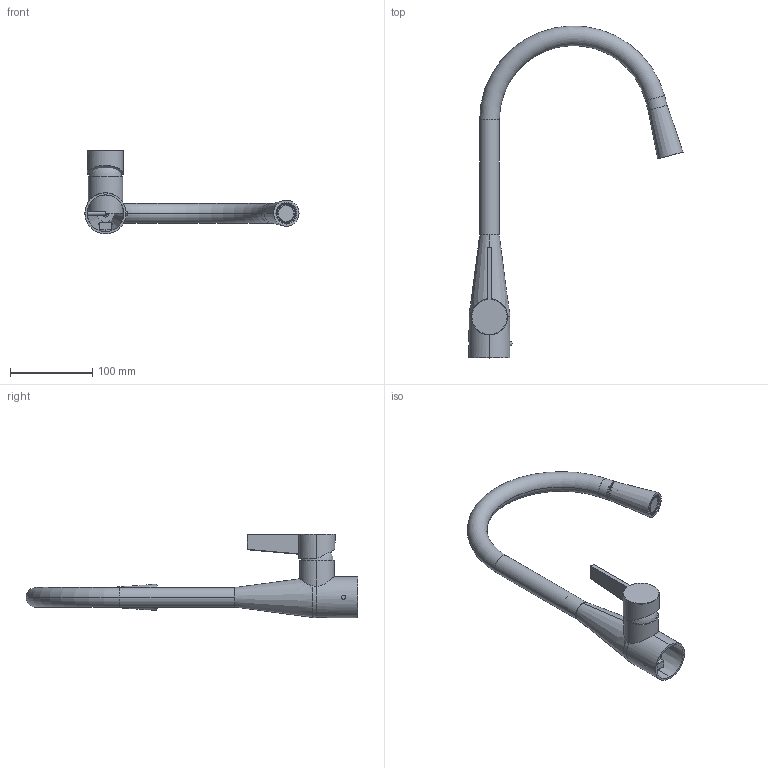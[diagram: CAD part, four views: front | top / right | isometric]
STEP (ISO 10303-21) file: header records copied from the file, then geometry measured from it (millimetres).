
FILE_DESCRIPTION (( 'STEP AP214' ), '1' );
FILE_NAME ('memo_km_LH.STEP', '2020-05-05T05:48:30', ( '' ), ( '' ), 'SwSTEP 2.0', 'SolidWorks 2020', '' );
FILE_SCHEMA (( 'AUTOMOTIVE_DESIGN' ));
Length unit declared in the file: millimetre
Products named in the file (16): PJ0039T1B5_.stp; PX0103X-XX_.stp; PS0021S-XX_.stp; PX0020X-XX_.stp; Part130^memo_km_LH; 5001_asm_update.STEP; 5001_spout; main body.STEP; 5001_asm.stp; PX0116X-XX_.stp; minute_sensor.STEP; memo_km_LH; PS0054S-XX_.stp; PJ0047T2B5_.stp; mixer handle; wall^memo_km_LH
Assembly tree (15 placements, depth 4):
  memo_km_LH
    5001_asm_update.STEP
      main body.STEP
      minute_sensor.STEP
    mixer handle
    5001_spout
      5001_asm.stp
        PS0021S-XX_.stp
        PX0116X-XX_.stp
        PJ0047T2B5_.stp
        PX0103X-XX_.stp
        PJ0039T1B5_.stp
        PX0020X-XX_.stp
        PS0054S-XX_.stp
    Part130^memo_km_LH
    wall^memo_km_LH
Bounding box: 260.98 x 404.77 x 102 mm (x, y, z)
Volume: 214019.1 mm3; surface area: 141265.5 mm2
Topology: 11 solids, 14 shells, 300 faces, 735 edges, 456 vertices
Faces by surface type: plane 144, cylinder 93, cone 28, torus 25, sphere 7, bspline 3
Entity records: 11441 total; most frequent: CARTESIAN_POINT 3761, DIRECTION 1549, ORIENTED_EDGE 1432, EDGE_CURVE 720, AXIS2_PLACEMENT_3D 572, VERTEX_POINT 451, VECTOR 405, LINE 405
